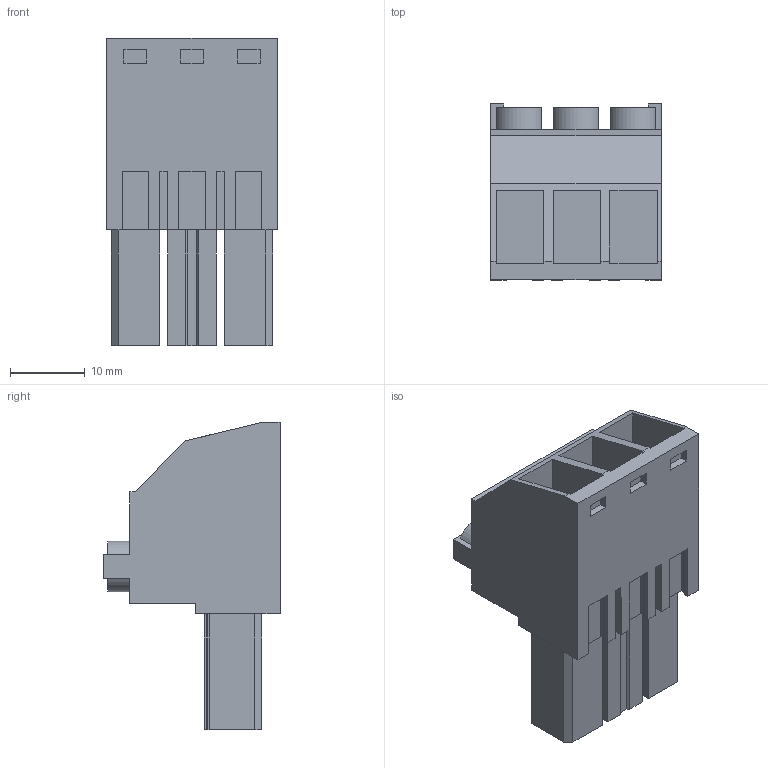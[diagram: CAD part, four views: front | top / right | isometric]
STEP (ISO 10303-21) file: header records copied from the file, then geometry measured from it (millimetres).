
FILE_DESCRIPTION(('CATIA V5 STEP Exchange','CAx-IF Rec.Pracs.--- Model Styling and Organization---1.2---2011-12-15'),'2;1');
FILE_NAME ('D1459335_0_1929940000_1929940000.stp','2017-04-13T06:55:10+00:00',('none'),('Weidmueller'),'CATIA Version 5-6 Release 2014','CATIA V5 STEP AP214','none');
FILE_SCHEMA(('AUTOMOTIVE_DESIGN { 1 0 10303 214 1 1 1 1 }'));
Length unit declared in the file: millimetre
Products named in the file (1): 1929940000
Bounding box: 22.86 x 23.6 x 41.15 mm (x, y, z)
Volume: 10302.2 mm3; surface area: 6397.5 mm2
Topology: 4 solids, 4 shells, 263 faces, 722 edges, 482 vertices
Faces by surface type: plane 242, cylinder 18, extrusion 3
Entity records: 7941 total; most frequent: CARTESIAN_POINT 1449, ORIENTED_EDGE 1444, DIRECTION 1129, EDGE_CURVE 722, VECTOR 667, LINE 664, VERTEX_POINT 482, EDGE_LOOP 278
